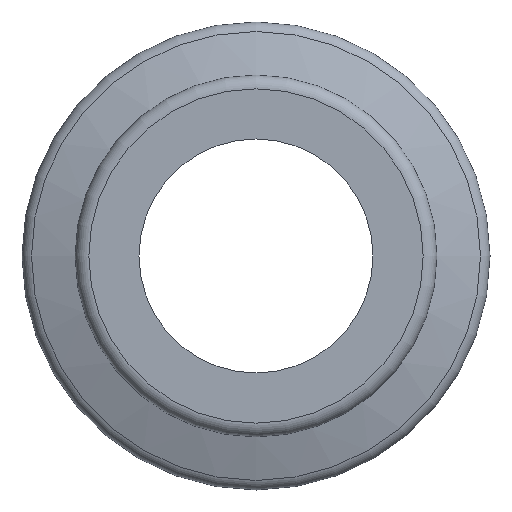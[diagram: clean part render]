
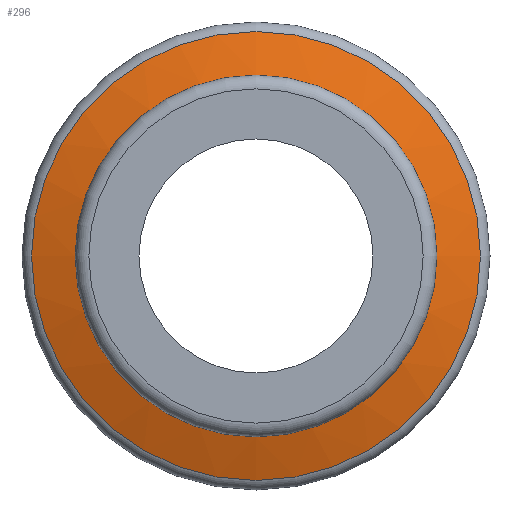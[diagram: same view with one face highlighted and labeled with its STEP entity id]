
A CAD part, left-side view. The second image highlights one B-rep face of the part: STEP entity #296.
In plain terms, the highlighted conical face has half-angle 72 degrees and reference radius 10.097 mm.
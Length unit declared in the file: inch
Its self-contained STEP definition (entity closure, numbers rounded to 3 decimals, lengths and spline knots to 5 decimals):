
#17=CONICAL_SURFACE('',#350,0.3975,1.257);
#27=LINE('',#544,#37);
#37=VECTOR('',#443,0.3975);
#58=FACE_OUTER_BOUND('',#77,.T.);
#77=EDGE_LOOP('',(#240,#241,#242,#243,#244));
#106=CIRCLE('',#347,0.4796);
#108=CIRCLE('',#349,0.4796);
#109=CIRCLE('',#351,0.295);
#137=VERTEX_POINT('',#536);
#138=VERTEX_POINT('',#537);
#139=VERTEX_POINT('',#542);
#172=EDGE_CURVE('',#137,#138,#106,.T.);
#174=EDGE_CURVE('',#138,#137,#108,.T.);
#175=EDGE_CURVE('',#139,#139,#109,.T.);
#176=EDGE_CURVE('',#139,#137,#27,.T.);
#240=ORIENTED_EDGE('',*,*,#175,.F.);
#241=ORIENTED_EDGE('',*,*,#176,.T.);
#242=ORIENTED_EDGE('',*,*,#174,.F.);
#243=ORIENTED_EDGE('',*,*,#172,.F.);
#244=ORIENTED_EDGE('',*,*,#176,.F.);
#296=ADVANCED_FACE('',(#58),#17,.T.);
#347=AXIS2_PLACEMENT_3D('',#538,#433,#434);
#349=AXIS2_PLACEMENT_3D('',#540,#437,#438);
#350=AXIS2_PLACEMENT_3D('',#541,#439,#440);
#351=AXIS2_PLACEMENT_3D('',#543,#441,#442);
#433=DIRECTION('center_axis',(1.,0.,0.));
#434=DIRECTION('ref_axis',(0.,1.,0.));
#437=DIRECTION('center_axis',(1.,0.,0.));
#438=DIRECTION('ref_axis',(0.,1.,0.));
#439=DIRECTION('center_axis',(1.,0.,0.));
#440=DIRECTION('ref_axis',(0.,-1.,0.));
#441=DIRECTION('center_axis',(-1.,0.,0.));
#442=DIRECTION('ref_axis',(0.,0.,1.));
#443=DIRECTION('',(0.309,0.951,0.));
#536=CARTESIAN_POINT('',(-0.08567,0.4796,0.));
#537=CARTESIAN_POINT('',(-0.08567,0.,-0.4796));
#538=CARTESIAN_POINT('Origin',(-0.08567,0.,0.));
#540=CARTESIAN_POINT('Origin',(-0.08567,0.,0.));
#541=CARTESIAN_POINT('Origin',(-0.11234,0.,
0.));
#542=CARTESIAN_POINT('',(-0.14565,0.295,0.));
#543=CARTESIAN_POINT('Origin',(-0.14565,0.,
0.));
#544=CARTESIAN_POINT('',(-0.11234,0.3975,0.));
